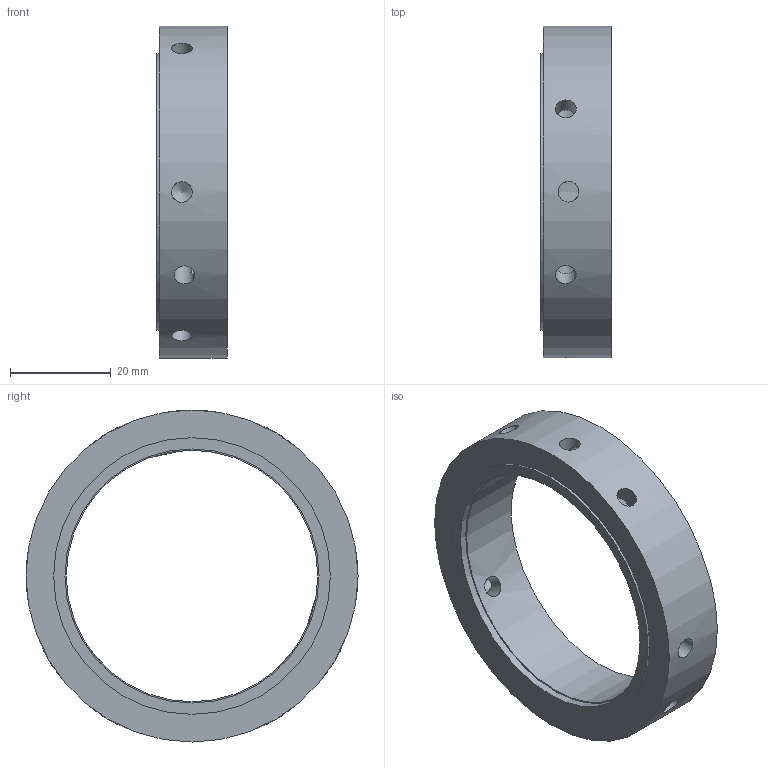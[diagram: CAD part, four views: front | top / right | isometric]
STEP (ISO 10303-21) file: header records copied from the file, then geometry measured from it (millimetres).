
FILE_DESCRIPTION((''),'2;1');
FILE_NAME('FKD ZMN50.stp','2014-02-23T18:01:40',('sugidesign'),(''),'Autodesk Inventor LT ','Autodesk Inventor LT ','');
FILE_SCHEMA(('CONFIG_CONTROL_DESIGN'));
Length unit declared in the file: millimetre
Products named in the file (1): FKD ZMN50
Bounding box: 14 x 66 x 66 mm (x, y, z)
Volume: 17773.6 mm3; surface area: 10086.7 mm2
Topology: 1 solids, 1 shells, 62 faces, 160 edges, 101 vertices
Faces by surface type: cylinder 34, cone 24, plane 4
Full cylindrical faces by diameter (mm): 3.242 x15, 4.1 x15, 50 x1, 50.5 x1, 55 x1, 66 x1
Entity records: 1897 total; most frequent: CARTESIAN_POINT 742, DIRECTION 232, ORIENTED_EDGE 148, EDGE_LOOP 136, AXIS2_PLACEMENT_3D 116, VERTEX_POINT 74, EDGE_CURVE 74, FACE_BOUND 74
